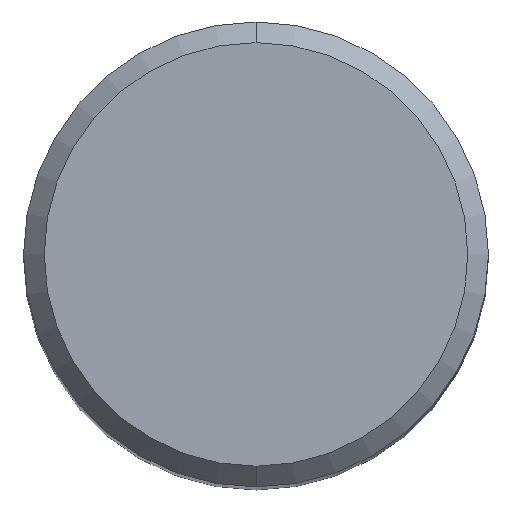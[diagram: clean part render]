
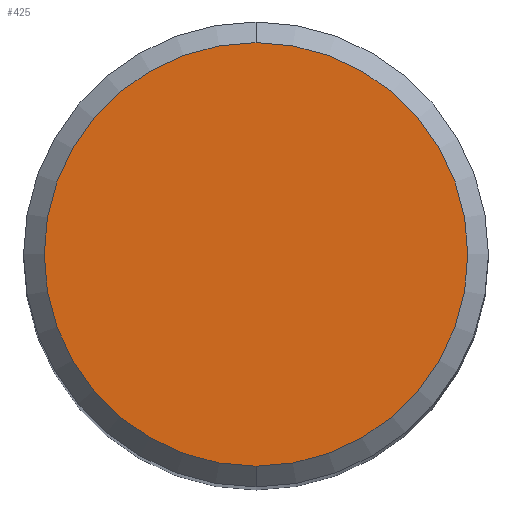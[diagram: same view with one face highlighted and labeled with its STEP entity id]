
A CAD part, top view. The second image highlights one B-rep face of the part: STEP entity #425.
In plain terms, the highlighted planar face has unit normal (0, 0, 1).
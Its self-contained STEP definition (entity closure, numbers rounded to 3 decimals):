
#207=VERTEX_POINT('',#519);
#239=VERTEX_POINT('',#553);
#289=EDGE_CURVE('',#239,#207,#604,.T.);
#319=EDGE_CURVE('',#207,#239,#638,.T.);
#425=ADVANCED_FACE('',(#757),#758,.T.);
#519=CARTESIAN_POINT('',(0.0,8.2,0.0));
#553=CARTESIAN_POINT('',(0.,-8.2,0.0));
#604=CIRCLE('',#1100,8.2);
#638=CIRCLE('',#1172,8.2);
#757=FACE_OUTER_BOUND('',#1429,.T.);
#758=PLANE('',#1430);
#1100=AXIS2_PLACEMENT_3D('',#1623,#1624,#1625);
#1172=AXIS2_PLACEMENT_3D('',#1666,#1667,#1668);
#1429=EDGE_LOOP('',(#1826,#1827));
#1430=AXIS2_PLACEMENT_3D('',#1828,#1829,#1830);
#1623=CARTESIAN_POINT('',(0.0,0.0,0.0));
#1624=DIRECTION('',(0.0,0.0,-1.0));
#1625=DIRECTION('',(0.0,1.0,0.0));
#1666=CARTESIAN_POINT('',(0.0,0.0,0.0));
#1667=DIRECTION('',(0.0,0.0,-1.0));
#1668=DIRECTION('',(0.0,1.0,0.0));
#1826=ORIENTED_EDGE('',*,*,#319,.F.);
#1827=ORIENTED_EDGE('',*,*,#289,.F.);
#1828=CARTESIAN_POINT('',(0.0,4.1,0.0));
#1829=DIRECTION('',(-0.0,0.0,1.0));
#1830=DIRECTION('',(0.0,-1.0,0.0));
